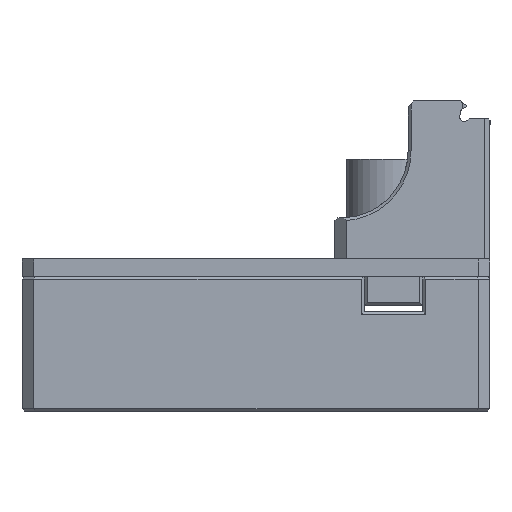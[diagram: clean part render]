
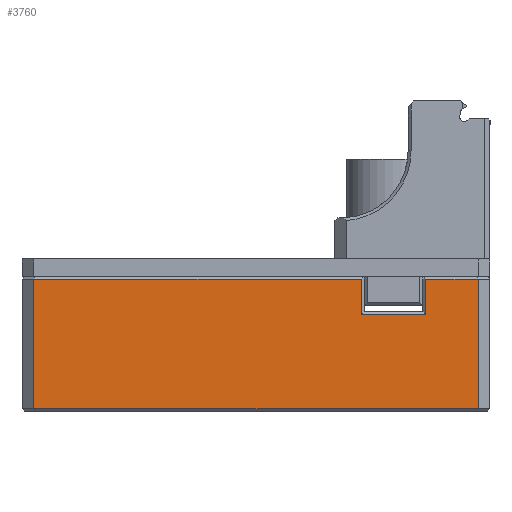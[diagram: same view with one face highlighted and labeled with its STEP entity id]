
A CAD part, left-side view. The second image highlights one B-rep face of the part: STEP entity #3760.
In plain terms, the highlighted planar face has unit normal (-1, 0, 0).
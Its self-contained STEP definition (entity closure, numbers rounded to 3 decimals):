
#3672=CARTESIAN_POINT('',(-62.5,1.95,-30.5));
#3673=VERTEX_POINT('',#3672);
#3674=CARTESIAN_POINT('',(-62.5,1.95,-52.6));
#3675=VERTEX_POINT('',#3674);
#3676=CARTESIAN_POINT('',(-62.5,1.95,-30.5));
#3677=DIRECTION('',(0.0,0.0,-1.0));
#3678=VECTOR('',#3677,1.0);
#3679=LINE('',#3676,#3678);
#3680=EDGE_CURVE('',#3673,#3675,#3679,.T.);
#3698=CARTESIAN_POINT('',(-62.5,-1.85,-53.705));
#3699=DIRECTION('',(1.0,0.0,0.0));
#3700=DIRECTION('',(0.0,1.0,0.0));
#3701=AXIS2_PLACEMENT_3D('',#3698,#3699,#3700);
#3702=PLANE('',#3701);
#3703=CARTESIAN_POINT('',(-62.5,10.95,-30.5));
#3704=VERTEX_POINT('',#3703);
#3705=CARTESIAN_POINT('',(-62.5,1.95,-30.5));
#3706=DIRECTION('',(0.0,1.0,0.0));
#3707=VECTOR('',#3706,1.0);
#3708=LINE('',#3705,#3707);
#3709=EDGE_CURVE('',#3673,#3704,#3708,.T.);
#3710=ORIENTED_EDGE('',*,*,#3709,.T.);
#3711=CARTESIAN_POINT('',(-62.5,10.95,-36.5));
#3712=VERTEX_POINT('',#3711);
#3713=CARTESIAN_POINT('',(-62.5,10.95,-30.5));
#3714=DIRECTION('',(0.0,0.0,-1.0));
#3715=VECTOR('',#3714,1.0);
#3716=LINE('',#3713,#3715);
#3717=EDGE_CURVE('',#3704,#3712,#3716,.T.);
#3718=ORIENTED_EDGE('',*,*,#3717,.T.);
#3719=CARTESIAN_POINT('',(-62.5,21.95,-36.5));
#3720=VERTEX_POINT('',#3719);
#3721=CARTESIAN_POINT('',(-62.5,10.95,-36.5));
#3722=DIRECTION('',(0.0,1.0,0.0));
#3723=VECTOR('',#3722,1.0);
#3724=LINE('',#3721,#3723);
#3725=EDGE_CURVE('',#3712,#3720,#3724,.T.);
#3726=ORIENTED_EDGE('',*,*,#3725,.T.);
#3727=CARTESIAN_POINT('',(-62.5,21.95,-30.5));
#3728=VERTEX_POINT('',#3727);
#3729=CARTESIAN_POINT('',(-62.5,21.95,-36.5));
#3730=DIRECTION('',(0.0,0.0,1.0));
#3731=VECTOR('',#3730,1.0);
#3732=LINE('',#3729,#3731);
#3733=EDGE_CURVE('',#3720,#3728,#3732,.T.);
#3734=ORIENTED_EDGE('',*,*,#3733,.T.);
#3735=CARTESIAN_POINT('',(-62.5,77.95,-30.5));
#3736=VERTEX_POINT('',#3735);
#3737=CARTESIAN_POINT('',(-62.5,21.95,-30.5));
#3738=DIRECTION('',(0.0,1.0,0.0));
#3739=VECTOR('',#3738,1.0);
#3740=LINE('',#3737,#3739);
#3741=EDGE_CURVE('',#3728,#3736,#3740,.T.);
#3742=ORIENTED_EDGE('',*,*,#3741,.T.);
#3743=CARTESIAN_POINT('',(-62.5,77.95,-52.6));
#3744=VERTEX_POINT('',#3743);
#3745=CARTESIAN_POINT('',(-62.5,77.95,-30.5));
#3746=DIRECTION('',(0.0,0.0,-1.0));
#3747=VECTOR('',#3746,1.0);
#3748=LINE('',#3745,#3747);
#3749=EDGE_CURVE('',#3736,#3744,#3748,.T.);
#3750=ORIENTED_EDGE('',*,*,#3749,.T.);
#3751=CARTESIAN_POINT('',(-62.5,77.95,-52.6));
#3752=DIRECTION('',(0.0,-1.0,0.0));
#3753=VECTOR('',#3752,1.0);
#3754=LINE('',#3751,#3753);
#3755=EDGE_CURVE('',#3744,#3675,#3754,.T.);
#3756=ORIENTED_EDGE('',*,*,#3755,.T.);
#3757=ORIENTED_EDGE('',*,*,#3680,.F.);
#3758=EDGE_LOOP('',(#3710,#3718,#3726,#3734,#3742,#3750,#3756,#3757));
#3759=FACE_OUTER_BOUND('',#3758,.T.);
#3760=ADVANCED_FACE('',(#3759),#3702,.F.);
